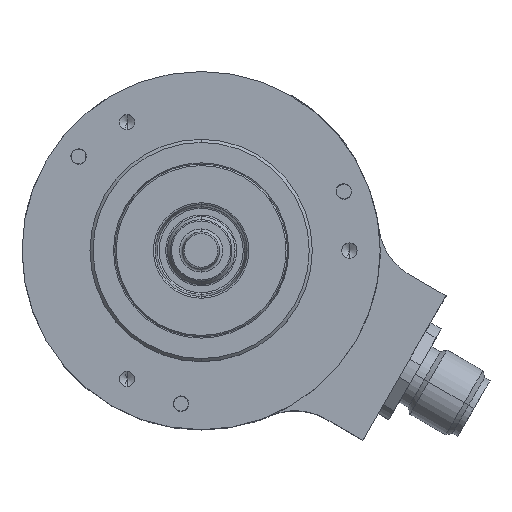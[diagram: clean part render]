
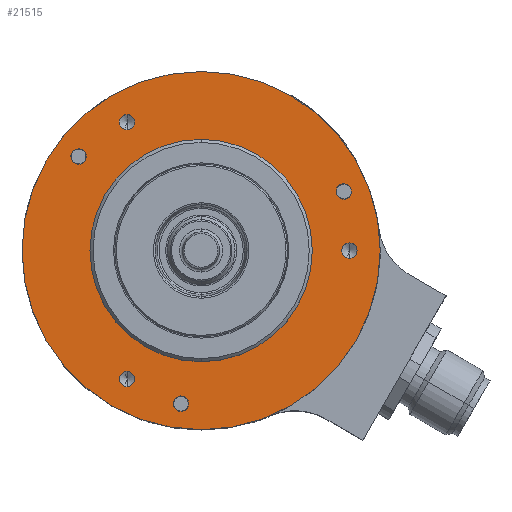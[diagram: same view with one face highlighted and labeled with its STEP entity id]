
A CAD part, top view. The second image highlights one B-rep face of the part: STEP entity #21515.
In plain terms, the highlighted planar face has unit normal (0, 0, 1).
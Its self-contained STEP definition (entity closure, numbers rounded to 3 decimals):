
#6893=CARTESIAN_POINT('',(0.,0.,17.));
#6894=DIRECTION('',(0.,0.,1.));
#6895=DIRECTION('',(1.,0.,0.));
#6896=AXIS2_PLACEMENT_3D('',#6893,#6894,#6895);
#6898=CARTESIAN_POINT('',(0.,0.,17.));
#6899=DIRECTION('',(0.,0.,1.));
#6900=DIRECTION('',(-1.,0.,0.));
#6901=AXIS2_PLACEMENT_3D('',#6898,#6899,#6900);
#6903=CARTESIAN_POINT('',(-19.834,15.219,17.));
#6904=DIRECTION('',(0.,0.,-1.));
#6905=DIRECTION('',(-0.793,0.609,0.));
#6906=AXIS2_PLACEMENT_3D('',#6903,#6904,#6905);
#6908=CARTESIAN_POINT('',(-19.834,15.219,17.));
#6909=DIRECTION('',(0.,0.,-1.));
#6910=DIRECTION('',(0.793,-0.609,0.));
#6911=AXIS2_PLACEMENT_3D('',#6908,#6909,#6910);
#6913=CARTESIAN_POINT('',(-3.263,-24.786,17.));
#6914=DIRECTION('',(0.,0.,-1.));
#6915=DIRECTION('',(-0.131,-0.991,0.));
#6916=AXIS2_PLACEMENT_3D('',#6913,#6914,#6915);
#6918=CARTESIAN_POINT('',(-3.263,-24.786,17.));
#6919=DIRECTION('',(0.,0.,-1.));
#6920=DIRECTION('',(0.131,0.991,0.));
#6921=AXIS2_PLACEMENT_3D('',#6918,#6919,#6920);
#6923=CARTESIAN_POINT('',(23.097,9.567,17.));
#6924=DIRECTION('',(0.,0.,-1.));
#6925=DIRECTION('',(0.924,0.383,0.));
#6926=AXIS2_PLACEMENT_3D('',#6923,#6924,#6925);
#6928=CARTESIAN_POINT('',(23.097,9.567,17.));
#6929=DIRECTION('',(0.,0.,-1.));
#6930=DIRECTION('',(-0.924,-0.383,0.));
#6931=AXIS2_PLACEMENT_3D('',#6928,#6929,#6930);
#6933=CARTESIAN_POINT('',(-12.,-20.785,17.));
#6934=DIRECTION('',(0.,0.,1.));
#6935=DIRECTION('',(0.,-1.,0.));
#6936=AXIS2_PLACEMENT_3D('',#6933,#6934,#6935);
#6938=CARTESIAN_POINT('',(-12.,-20.785,17.));
#6939=DIRECTION('',(0.,0.,1.));
#6940=DIRECTION('',(0.,1.,0.));
#6941=AXIS2_PLACEMENT_3D('',#6938,#6939,#6940);
#6943=CARTESIAN_POINT('',(-12.,20.785,17.));
#6944=DIRECTION('',(0.,0.,1.));
#6945=DIRECTION('',(0.,-1.,0.));
#6946=AXIS2_PLACEMENT_3D('',#6943,#6944,#6945);
#6948=CARTESIAN_POINT('',(-12.,20.785,17.));
#6949=DIRECTION('',(0.,0.,1.));
#6950=DIRECTION('',(0.,1.,0.));
#6951=AXIS2_PLACEMENT_3D('',#6948,#6949,#6950);
#6953=CARTESIAN_POINT('',(24.,0.,17.));
#6954=DIRECTION('',(0.,0.,1.));
#6955=DIRECTION('',(0.,-1.,0.));
#6956=AXIS2_PLACEMENT_3D('',#6953,#6954,#6955);
#6958=CARTESIAN_POINT('',(24.,0.,17.));
#6959=DIRECTION('',(0.,0.,1.));
#6960=DIRECTION('',(0.,1.,0.));
#6961=AXIS2_PLACEMENT_3D('',#6958,#6959,#6960);
#6967=CARTESIAN_POINT('',(0.,0.,17.));
#6968=DIRECTION('',(0.,0.,1.));
#6969=DIRECTION('',(0.,1.,0.));
#6970=AXIS2_PLACEMENT_3D('',#6967,#6968,#6969);
#7004=CARTESIAN_POINT('',(0.,0.,17.));
#7005=DIRECTION('',(0.,0.,-1.));
#7006=DIRECTION('',(0.,1.,0.));
#7007=AXIS2_PLACEMENT_3D('',#7004,#7005,#7006);
#14343=CARTESIAN_POINT('',(0.,18.,17.));
#14344=CARTESIAN_POINT('',(0.,-18.,17.));
#14345=VERTEX_POINT('',#14343);
#14346=VERTEX_POINT('',#14344);
#14347=CARTESIAN_POINT('',(29.,0.,17.));
#14348=CARTESIAN_POINT('',(-29.,0.,17.));
#14349=VERTEX_POINT('',#14347);
#14350=VERTEX_POINT('',#14348);
#14351=CARTESIAN_POINT('',(-20.826,15.98,17.));
#14352=CARTESIAN_POINT('',(-18.842,14.458,17.));
#14353=VERTEX_POINT('',#14351);
#14354=VERTEX_POINT('',#14352);
#14355=CARTESIAN_POINT('',(-3.426,-26.025,17.));
#14356=CARTESIAN_POINT('',(-3.1,-23.547,17.));
#14357=VERTEX_POINT('',#14355);
#14358=VERTEX_POINT('',#14356);
#14359=CARTESIAN_POINT('',(24.252,10.045,17.));
#14360=CARTESIAN_POINT('',(21.942,9.089,17.));
#14361=VERTEX_POINT('',#14359);
#14362=VERTEX_POINT('',#14360);
#14369=CARTESIAN_POINT('',(-12.,-22.035,17.));
#14370=CARTESIAN_POINT('',(-12.,-19.535,17.));
#14371=VERTEX_POINT('',#14369);
#14372=VERTEX_POINT('',#14370);
#14379=CARTESIAN_POINT('',(-12.,19.535,17.));
#14380=CARTESIAN_POINT('',(-12.,22.035,17.));
#14381=VERTEX_POINT('',#14379);
#14382=VERTEX_POINT('',#14380);
#14389=CARTESIAN_POINT('',(24.,-1.25,17.));
#14390=CARTESIAN_POINT('',(24.,1.25,17.));
#14391=VERTEX_POINT('',#14389);
#14392=VERTEX_POINT('',#14390);
#21464=CARTESIAN_POINT('',(0.,0.,17.));
#21465=DIRECTION('',(0.,0.,-1.));
#21466=DIRECTION('',(0.,1.,0.));
#21467=AXIS2_PLACEMENT_3D('',#21464,#21465,#21466);
#21468=PLANE('',#21467);
#21469=ORIENTED_EDGE('',*,*,#18094,.F.);
#21470=ORIENTED_EDGE('',*,*,#18031,.F.);
#21471=EDGE_LOOP('',(#21469,#21470));
#21472=FACE_OUTER_BOUND('',#21471,.F.);
#21474=ORIENTED_EDGE('',*,*,#21473,.T.);
#21476=ORIENTED_EDGE('',*,*,#21475,.F.);
#21477=EDGE_LOOP('',(#21474,#21476));
#21478=FACE_BOUND('',#21477,.F.);
#21480=ORIENTED_EDGE('',*,*,#21479,.F.);
#21482=ORIENTED_EDGE('',*,*,#21481,.F.);
#21483=EDGE_LOOP('',(#21480,#21482));
#21484=FACE_BOUND('',#21483,.F.);
#21486=ORIENTED_EDGE('',*,*,#21485,.F.);
#21488=ORIENTED_EDGE('',*,*,#21487,.F.);
#21489=EDGE_LOOP('',(#21486,#21488));
#21490=FACE_BOUND('',#21489,.F.);
#21492=ORIENTED_EDGE('',*,*,#21491,.F.);
#21494=ORIENTED_EDGE('',*,*,#21493,.F.);
#21495=EDGE_LOOP('',(#21492,#21494));
#21496=FACE_BOUND('',#21495,.F.);
#21498=ORIENTED_EDGE('',*,*,#21497,.T.);
#21500=ORIENTED_EDGE('',*,*,#21499,.T.);
#21501=EDGE_LOOP('',(#21498,#21500));
#21502=FACE_BOUND('',#21501,.F.);
#21504=ORIENTED_EDGE('',*,*,#21503,.T.);
#21506=ORIENTED_EDGE('',*,*,#21505,.T.);
#21507=EDGE_LOOP('',(#21504,#21506));
#21508=FACE_BOUND('',#21507,.F.);
#21510=ORIENTED_EDGE('',*,*,#21509,.T.);
#21512=ORIENTED_EDGE('',*,*,#21511,.T.);
#21513=EDGE_LOOP('',(#21510,#21512));
#21514=FACE_BOUND('',#21513,.F.);
#6897=CIRCLE('',#6896,29.);
#6902=CIRCLE('',#6901,29.);
#6907=CIRCLE('',#6906,1.25);
#6912=CIRCLE('',#6911,1.25);
#6917=CIRCLE('',#6916,1.25);
#6922=CIRCLE('',#6921,1.25);
#6927=CIRCLE('',#6926,1.25);
#6932=CIRCLE('',#6931,1.25);
#6937=CIRCLE('',#6936,1.25);
#6942=CIRCLE('',#6941,1.25);
#6947=CIRCLE('',#6946,1.25);
#6952=CIRCLE('',#6951,1.25);
#6957=CIRCLE('',#6956,1.25);
#6962=CIRCLE('',#6961,1.25);
#6971=CIRCLE('',#6970,18.);
#7008=CIRCLE('',#7007,18.);
#18031=EDGE_CURVE('',#14350,#14349,#6902,.T.);
#18094=EDGE_CURVE('',#14349,#14350,#6897,.T.);
#21473=EDGE_CURVE('',#14345,#14346,#6971,.T.);
#21475=EDGE_CURVE('',#14345,#14346,#7008,.T.);
#21479=EDGE_CURVE('',#14353,#14354,#6907,.T.);
#21481=EDGE_CURVE('',#14354,#14353,#6912,.T.);
#21485=EDGE_CURVE('',#14357,#14358,#6917,.T.);
#21487=EDGE_CURVE('',#14358,#14357,#6922,.T.);
#21491=EDGE_CURVE('',#14361,#14362,#6927,.T.);
#21493=EDGE_CURVE('',#14362,#14361,#6932,.T.);
#21497=EDGE_CURVE('',#14371,#14372,#6937,.T.);
#21499=EDGE_CURVE('',#14372,#14371,#6942,.T.);
#21503=EDGE_CURVE('',#14381,#14382,#6947,.T.);
#21505=EDGE_CURVE('',#14382,#14381,#6952,.T.);
#21509=EDGE_CURVE('',#14391,#14392,#6957,.T.);
#21511=EDGE_CURVE('',#14392,#14391,#6962,.T.);
#21515=ADVANCED_FACE('',(#21472,#21478,#21484,#21490,#21496,#21502,#21508,
#21514),#21468,.F.);
